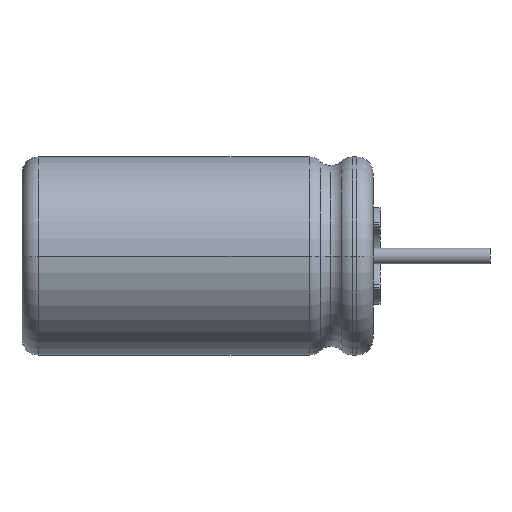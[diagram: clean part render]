
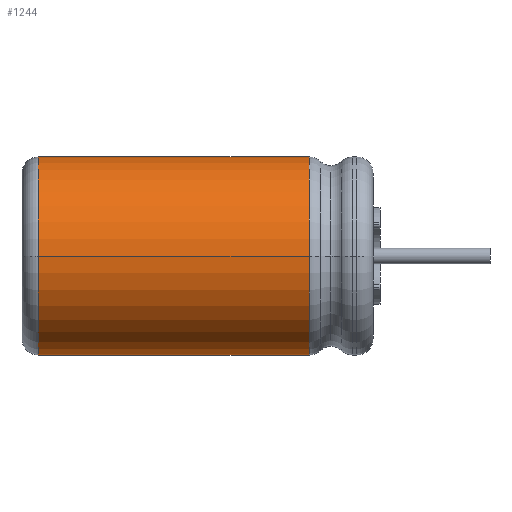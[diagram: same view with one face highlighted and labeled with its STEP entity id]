
A CAD part, left-side view. The second image highlights one B-rep face of the part: STEP entity #1244.
In plain terms, the highlighted cylindrical face has radius 3.175 mm (diameter 6.351 mm), a partial arc.
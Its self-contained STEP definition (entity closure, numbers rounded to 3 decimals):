
#57 = DIRECTION ( 'NONE',  ( 0., 1., 0. ) ) ;
#146 = CARTESIAN_POINT ( 'NONE',  ( 0., 2.52, -3.175 ) ) ;
#166 = EDGE_LOOP ( 'NONE', ( #4587, #1593, #2082, #478 ) ) ;
#478 = ORIENTED_EDGE ( 'NONE', *, *, #2698, .F. ) ;
#802 = DIRECTION ( 'NONE',  ( 1., 0., 0. ) ) ;
#1123 = DIRECTION ( 'NONE',  ( 1., 0., 0. ) ) ;
#1131 = VECTOR ( 'NONE', #1545, 1000. ) ;
#1244 = ADVANCED_FACE ( 'NONE', ( #1261 ), #4757, .T. ) ;
#1261 = FACE_OUTER_BOUND ( 'NONE', #166, .T. ) ;
#1545 = DIRECTION ( 'NONE',  ( 0., 1., 0. ) ) ;
#1560 = DIRECTION ( 'NONE',  ( 0., -1., 0. ) ) ;
#1593 = ORIENTED_EDGE ( 'NONE', *, *, #1674, .F. ) ;
#1674 = EDGE_CURVE ( 'NONE', #1812, #3617, #2109, .T. ) ;
#1812 = VERTEX_POINT ( 'NONE', #146 ) ;
#1878 = DIRECTION ( 'NONE',  ( 1., 0., 0. ) ) ;
#1941 = CARTESIAN_POINT ( 'NONE',  ( 0., 11.2, -3.175 ) ) ;
#2082 = ORIENTED_EDGE ( 'NONE', *, *, #2259, .F. ) ;
#2109 = LINE ( 'NONE', #2617, #1131 ) ;
#2219 = CIRCLE ( 'NONE', #4237, 3.175 ) ;
#2259 = EDGE_CURVE ( 'NONE', #3436, #1812, #3145, .T. ) ;
#2278 = CARTESIAN_POINT ( 'NONE',  ( 0., 12.922, 0. ) ) ;
#2321 = EDGE_CURVE ( 'NONE', #2768, #3617, #2219, .T. ) ;
#2590 = CARTESIAN_POINT ( 'NONE',  ( 0., 2.52, 0. ) ) ;
#2610 = DIRECTION ( 'NONE',  ( 0., -1., 0. ) ) ;
#2615 = CARTESIAN_POINT ( 'NONE',  ( 0., 12.922, 3.175 ) ) ;
#2617 = CARTESIAN_POINT ( 'NONE',  ( 0., 12.922, -3.175 ) ) ;
#2698 = EDGE_CURVE ( 'NONE', #2768, #3436, #2894, .T. ) ;
#2734 = CARTESIAN_POINT ( 'NONE',  ( 0., 2.52, 3.175 ) ) ;
#2768 = VERTEX_POINT ( 'NONE', #4156 ) ;
#2894 = LINE ( 'NONE', #2615, #3963 ) ;
#3007 = DIRECTION ( 'NONE',  ( 0., -1., 0. ) ) ;
#3145 = CIRCLE ( 'NONE', #3823, 3.175 ) ;
#3326 = CARTESIAN_POINT ( 'NONE',  ( 0., 11.2, 0. ) ) ;
#3436 = VERTEX_POINT ( 'NONE', #2734 ) ;
#3617 = VERTEX_POINT ( 'NONE', #1941 ) ;
#3739 = AXIS2_PLACEMENT_3D ( 'NONE', #2278, #57, #1123 ) ;
#3823 = AXIS2_PLACEMENT_3D ( 'NONE', #2590, #3007, #1878 ) ;
#3963 = VECTOR ( 'NONE', #1560, 1000. ) ;
#4156 = CARTESIAN_POINT ( 'NONE',  ( 0., 11.2, 3.175 ) ) ;
#4237 = AXIS2_PLACEMENT_3D ( 'NONE', #3326, #2610, #802 ) ;
#4587 = ORIENTED_EDGE ( 'NONE', *, *, #2321, .T. ) ;
#4757 = CYLINDRICAL_SURFACE ( 'NONE', #3739, 3.175 ) ;
